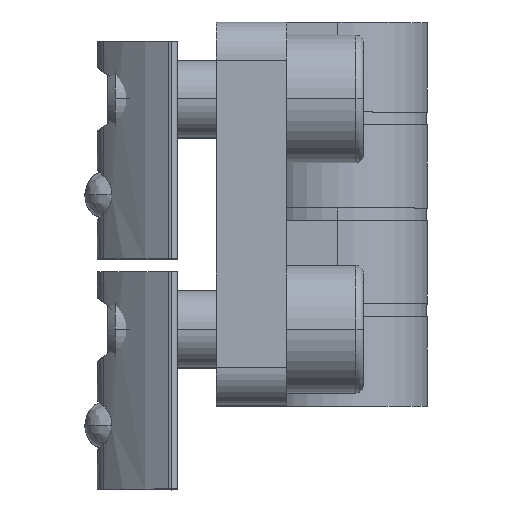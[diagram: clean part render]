
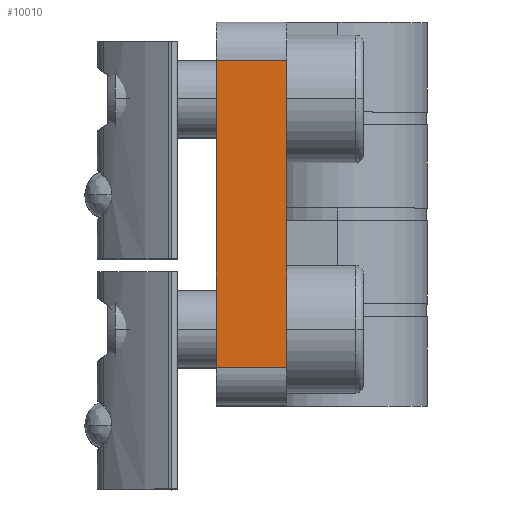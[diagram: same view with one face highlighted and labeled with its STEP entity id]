
A CAD part, top view. The second image highlights one B-rep face of the part: STEP entity #10010.
In plain terms, the highlighted planar face has unit normal (0, 0, 1).
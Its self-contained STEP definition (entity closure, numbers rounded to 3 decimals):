
#430 = CARTESIAN_POINT ( 'NONE',  ( 5.5, 12., 30. ) ) ;
#517 = CARTESIAN_POINT ( 'NONE',  ( 0., -12., 30. ) ) ;
#534 = EDGE_CURVE ( 'NONE', #3308, #9730, #2195, .T. ) ;
#616 = CARTESIAN_POINT ( 'NONE',  ( 0., 15., 30. ) ) ;
#703 = CARTESIAN_POINT ( 'NONE',  ( 0., 12., 30. ) ) ;
#790 = PLANE ( 'NONE',  #961 ) ;
#947 = VECTOR ( 'NONE', #9993, 1000. ) ;
#961 = AXIS2_PLACEMENT_3D ( 'NONE', #3204, #5576, #7976 ) ;
#1298 = EDGE_LOOP ( 'NONE', ( #8140, #5436, #9215, #2732 ) ) ;
#1598 = CARTESIAN_POINT ( 'NONE',  ( 5.5, -12., 30. ) ) ;
#1610 = DIRECTION ( 'NONE',  ( 1., 0., 0. ) ) ;
#2106 = CARTESIAN_POINT ( 'NONE',  ( 0., -12., 30. ) ) ;
#2195 = LINE ( 'NONE', #2940, #947 ) ;
#2251 = VECTOR ( 'NONE', #4492, 1000. ) ;
#2732 = ORIENTED_EDGE ( 'NONE', *, *, #7010, .T. ) ;
#2787 = VECTOR ( 'NONE', #1610, 1000. ) ;
#2921 = EDGE_CURVE ( 'NONE', #8080, #9730, #6258, .T. ) ;
#2940 = CARTESIAN_POINT ( 'NONE',  ( 5.5, 15., 30. ) ) ;
#3204 = CARTESIAN_POINT ( 'NONE',  ( 0., 15., 30. ) ) ;
#3308 = VERTEX_POINT ( 'NONE', #1598 ) ;
#3638 = VECTOR ( 'NONE', #8298, 1000. ) ;
#4492 = DIRECTION ( 'NONE',  ( 0., 1., 0. ) ) ;
#5436 = ORIENTED_EDGE ( 'NONE', *, *, #2921, .F. ) ;
#5576 = DIRECTION ( 'NONE',  ( 0., 0., 1. ) ) ;
#5789 = CARTESIAN_POINT ( 'NONE',  ( 0., 12., 30. ) ) ;
#6258 = LINE ( 'NONE', #703, #2787 ) ;
#6477 = LINE ( 'NONE', #616, #2251 ) ;
#7010 = EDGE_CURVE ( 'NONE', #9115, #3308, #8178, .T. ) ;
#7039 = FACE_OUTER_BOUND ( 'NONE', #1298, .T. ) ;
#7976 = DIRECTION ( 'NONE',  ( 1., 0., 0. ) ) ;
#8080 = VERTEX_POINT ( 'NONE', #5789 ) ;
#8140 = ORIENTED_EDGE ( 'NONE', *, *, #534, .T. ) ;
#8178 = LINE ( 'NONE', #517, #3638 ) ;
#8298 = DIRECTION ( 'NONE',  ( 1., 0., 0. ) ) ;
#8820 = EDGE_CURVE ( 'NONE', #9115, #8080, #6477, .T. ) ;
#9115 = VERTEX_POINT ( 'NONE', #2106 ) ;
#9215 = ORIENTED_EDGE ( 'NONE', *, *, #8820, .F. ) ;
#9730 = VERTEX_POINT ( 'NONE', #430 ) ;
#9993 = DIRECTION ( 'NONE',  ( 0., 1., 0. ) ) ;
#10010 = ADVANCED_FACE ( 'NONE', ( #7039 ), #790, .T. ) ;
